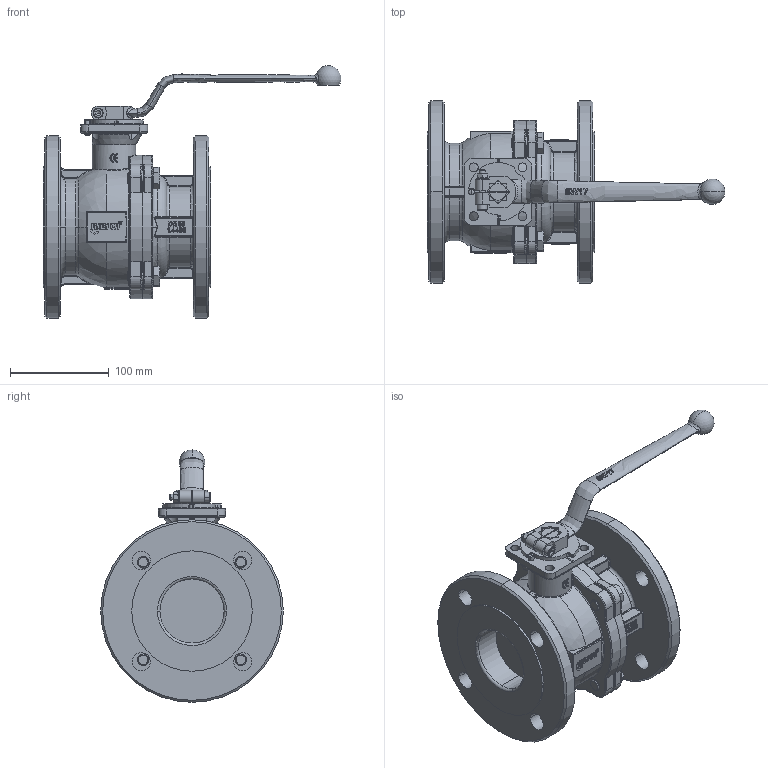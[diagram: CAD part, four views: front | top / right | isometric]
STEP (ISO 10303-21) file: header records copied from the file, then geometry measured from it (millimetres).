
FILE_DESCRIPTION(('HOOPS Exchange Step'),'2;1');
FILE_NAME('FK12_PN16_DN65.stp','2025-09-08T14:34:44+02:00',('nieru'),('Unknown organisation'),'HOOPS Exchange 2024.2','HOOPS Exchange','Unknown authorisation');
FILE_SCHEMA( ('AP203_CONFIGURATION_CONTROLLED_3D_DESIGN_OF_MECHANICAL_PARTS_AND_ASSEMBLIES_MIM_LF') );
Length unit declared in the file: millimetre
Products named in the file (2): 0; root
Assembly tree (1 placements, depth 2):
  root
    0
Bounding box: 301.98 x 185 x 255.97 mm (x, y, z)
Volume: 2154232 mm3; surface area: 240718.9 mm2
Topology: 1 solids, 1 shells, 1895 faces, 5152 edges, 3288 vertices
Faces by surface type: bspline 740, plane 507, cylinder 406, torus 118, cone 99, sphere 21, offset 4
Entity records: 79314 total; most frequent: CARTESIAN_POINT 36049, ORIENTED_EDGE 10248, DIRECTION 6405, EDGE_CURVE 5124, VERTEX_POINT 3288, VECTOR 2183, LINE 2183, AXIS2_PLACEMENT_3D 2111
